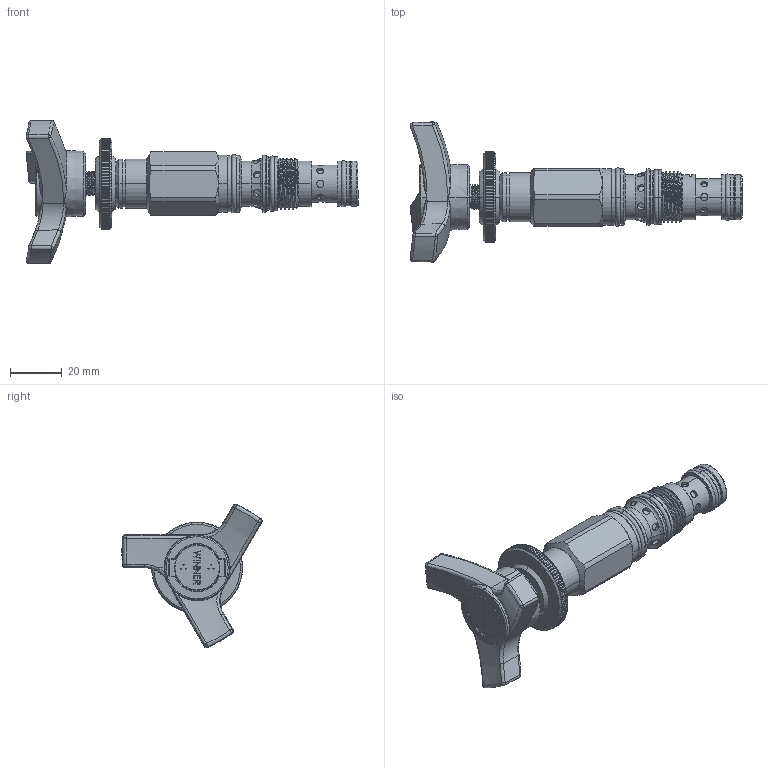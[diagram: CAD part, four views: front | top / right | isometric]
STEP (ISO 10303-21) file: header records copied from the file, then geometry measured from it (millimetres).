
FILE_DESCRIPTION (( 'STEP AP203' ), '1' );
FILE_NAME ('PD11A30-T-10.STEP', '2024-11-12T02:30:43', ( '' ), ( '' ), 'SwSTEP 2.0', 'SolidWorks 2018', '' );
FILE_SCHEMA (( 'CONFIG_CONTROL_DESIGN' ));
Length unit declared in the file: millimetre
Products named in the file (1): PD11A30-T-10
Bounding box: 127.89 x 54.02 x 55.33 mm (x, y, z)
Volume: 51538 mm3; surface area: 15323.4 mm2
Topology: 1 solids, 1 shells, 765 faces, 1997 edges, 1282 vertices
Faces by surface type: plane 319, cylinder 241, bspline 76, cone 70, sphere 32, torus 27
Entity records: 33228 total; most frequent: CARTESIAN_POINT 15700, ORIENTED_EDGE 3968, DIRECTION 3219, EDGE_CURVE 1984, VERTEX_POINT 1276, AXIS2_PLACEMENT_3D 1259, EDGE_LOOP 822, FACE_OUTER_BOUND 765
